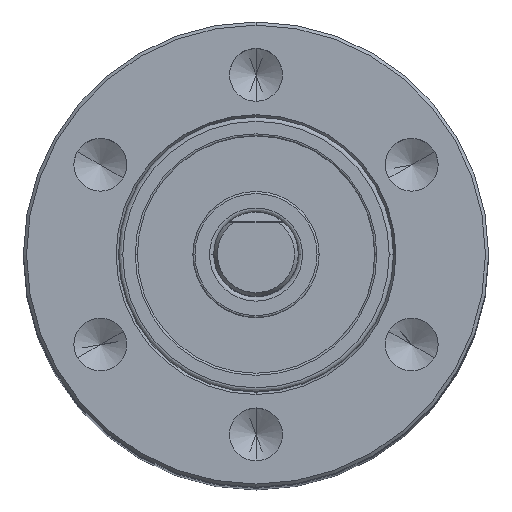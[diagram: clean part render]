
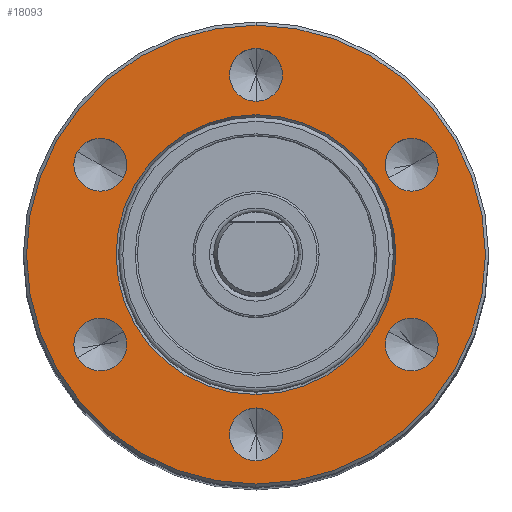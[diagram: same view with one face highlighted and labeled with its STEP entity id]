
A CAD part, top view. The second image highlights one B-rep face of the part: STEP entity #18093.
In plain terms, the highlighted planar face has unit normal (0, 0, 1).
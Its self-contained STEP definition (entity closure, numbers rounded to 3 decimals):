
#5068=CARTESIAN_POINT('',(0.,0.,73.4));
#5069=DIRECTION('',(0.,0.,1.));
#5070=DIRECTION('',(0.,1.,0.));
#5071=AXIS2_PLACEMENT_3D('',#5068,#5069,#5070);
#5073=CARTESIAN_POINT('',(0.,0.,73.4));
#5074=DIRECTION('',(0.,0.,1.));
#5075=DIRECTION('',(0.,-1.,0.));
#5076=AXIS2_PLACEMENT_3D('',#5073,#5074,#5075);
#5078=CARTESIAN_POINT('',(0.,0.,73.4));
#5079=DIRECTION('',(0.,0.,1.));
#5080=DIRECTION('',(0.,1.,0.));
#5081=AXIS2_PLACEMENT_3D('',#5078,#5079,#5080);
#5083=CARTESIAN_POINT('',(0.,0.,73.4));
#5084=DIRECTION('',(0.,0.,1.));
#5085=DIRECTION('',(0.,-1.,0.));
#5086=AXIS2_PLACEMENT_3D('',#5083,#5084,#5085);
#5088=CARTESIAN_POINT('',(0.,-8.5,73.4));
#5089=DIRECTION('',(0.,0.,1.));
#5090=DIRECTION('',(0.,1.,0.));
#5091=AXIS2_PLACEMENT_3D('',#5088,#5089,#5090);
#5093=CARTESIAN_POINT('',(0.,-8.5,73.4));
#5094=DIRECTION('',(0.,0.,1.));
#5095=DIRECTION('',(0.,-1.,0.));
#5096=AXIS2_PLACEMENT_3D('',#5093,#5094,#5095);
#5098=CARTESIAN_POINT('',(-7.361,-4.25,73.4));
#5099=DIRECTION('',(0.,0.,1.));
#5100=DIRECTION('',(0.866,0.5,0.));
#5101=AXIS2_PLACEMENT_3D('',#5098,#5099,#5100);
#5103=CARTESIAN_POINT('',(-7.361,-4.25,73.4));
#5104=DIRECTION('',(0.,0.,1.));
#5105=DIRECTION('',(-0.866,-0.5,0.));
#5106=AXIS2_PLACEMENT_3D('',#5103,#5104,#5105);
#5108=CARTESIAN_POINT('',(-7.361,4.25,73.4));
#5109=DIRECTION('',(0.,0.,1.));
#5110=DIRECTION('',(0.866,-0.5,0.));
#5111=AXIS2_PLACEMENT_3D('',#5108,#5109,#5110);
#5113=CARTESIAN_POINT('',(-7.361,4.25,73.4));
#5114=DIRECTION('',(0.,0.,1.));
#5115=DIRECTION('',(-0.866,0.5,0.));
#5116=AXIS2_PLACEMENT_3D('',#5113,#5114,#5115);
#5118=CARTESIAN_POINT('',(0.,8.5,73.4));
#5119=DIRECTION('',(0.,0.,1.));
#5120=DIRECTION('',(0.,-1.,0.));
#5121=AXIS2_PLACEMENT_3D('',#5118,#5119,#5120);
#5123=CARTESIAN_POINT('',(0.,8.5,73.4));
#5124=DIRECTION('',(0.,0.,1.));
#5125=DIRECTION('',(0.,1.,0.));
#5126=AXIS2_PLACEMENT_3D('',#5123,#5124,#5125);
#5128=CARTESIAN_POINT('',(7.361,4.25,73.4));
#5129=DIRECTION('',(0.,0.,1.));
#5130=DIRECTION('',(-0.866,-0.5,0.));
#5131=AXIS2_PLACEMENT_3D('',#5128,#5129,#5130);
#5133=CARTESIAN_POINT('',(7.361,4.25,73.4));
#5134=DIRECTION('',(0.,0.,1.));
#5135=DIRECTION('',(0.866,0.5,0.));
#5136=AXIS2_PLACEMENT_3D('',#5133,#5134,#5135);
#5138=CARTESIAN_POINT('',(7.361,-4.25,73.4));
#5139=DIRECTION('',(0.,0.,1.));
#5140=DIRECTION('',(-0.866,0.5,0.));
#5141=AXIS2_PLACEMENT_3D('',#5138,#5139,#5140);
#5143=CARTESIAN_POINT('',(7.361,-4.25,73.4));
#5144=DIRECTION('',(0.,0.,1.));
#5145=DIRECTION('',(0.866,-0.5,0.));
#5146=AXIS2_PLACEMENT_3D('',#5143,#5144,#5145);
#10864=CARTESIAN_POINT('',(0.,6.615,73.4));
#10865=CARTESIAN_POINT('',(0.,-6.615,73.4));
#10866=VERTEX_POINT('',#10864);
#10867=VERTEX_POINT('',#10865);
#10882=CARTESIAN_POINT('',(0.,-7.25,73.4));
#10883=CARTESIAN_POINT('',(0.,-9.75,73.4));
#10884=VERTEX_POINT('',#10882);
#10885=VERTEX_POINT('',#10883);
#10892=CARTESIAN_POINT('',(-6.279,-3.625,73.4));
#10893=CARTESIAN_POINT('',(-8.444,-4.875,73.4));
#10894=VERTEX_POINT('',#10892);
#10895=VERTEX_POINT('',#10893);
#10902=CARTESIAN_POINT('',(-6.279,3.625,73.4));
#10903=CARTESIAN_POINT('',(-8.444,4.875,73.4));
#10904=VERTEX_POINT('',#10902);
#10905=VERTEX_POINT('',#10903);
#10912=CARTESIAN_POINT('',(0.,7.25,73.4));
#10913=CARTESIAN_POINT('',(0.,9.75,73.4));
#10914=VERTEX_POINT('',#10912);
#10915=VERTEX_POINT('',#10913);
#10922=CARTESIAN_POINT('',(6.279,3.625,73.4));
#10923=CARTESIAN_POINT('',(8.444,4.875,73.4));
#10924=VERTEX_POINT('',#10922);
#10925=VERTEX_POINT('',#10923);
#10932=CARTESIAN_POINT('',(6.279,-3.625,73.4));
#10933=CARTESIAN_POINT('',(8.444,-4.875,73.4));
#10934=VERTEX_POINT('',#10932);
#10935=VERTEX_POINT('',#10933);
#10936=CARTESIAN_POINT('',(0.,10.85,73.4));
#10937=CARTESIAN_POINT('',(0.,-10.85,73.4));
#10938=VERTEX_POINT('',#10936);
#10939=VERTEX_POINT('',#10937);
#18041=CARTESIAN_POINT('',(0.,0.,73.4));
#18042=DIRECTION('',(0.,0.,-1.));
#18043=DIRECTION('',(0.,-1.,0.));
#18044=AXIS2_PLACEMENT_3D('',#18041,#18042,#18043);
#18045=PLANE('',#18044);
#18046=ORIENTED_EDGE('',*,*,#18031,.F.);
#18048=ORIENTED_EDGE('',*,*,#18047,.F.);
#18049=EDGE_LOOP('',(#18046,#18048));
#18050=FACE_OUTER_BOUND('',#18049,.F.);
#18052=ORIENTED_EDGE('',*,*,#18051,.T.);
#18054=ORIENTED_EDGE('',*,*,#18053,.T.);
#18055=EDGE_LOOP('',(#18052,#18054));
#18056=FACE_BOUND('',#18055,.F.);
#18058=ORIENTED_EDGE('',*,*,#18057,.T.);
#18060=ORIENTED_EDGE('',*,*,#18059,.T.);
#18061=EDGE_LOOP('',(#18058,#18060));
#18062=FACE_BOUND('',#18061,.F.);
#18064=ORIENTED_EDGE('',*,*,#18063,.T.);
#18066=ORIENTED_EDGE('',*,*,#18065,.T.);
#18067=EDGE_LOOP('',(#18064,#18066));
#18068=FACE_BOUND('',#18067,.F.);
#18070=ORIENTED_EDGE('',*,*,#18069,.T.);
#18072=ORIENTED_EDGE('',*,*,#18071,.T.);
#18073=EDGE_LOOP('',(#18070,#18072));
#18074=FACE_BOUND('',#18073,.F.);
#18076=ORIENTED_EDGE('',*,*,#18075,.T.);
#18078=ORIENTED_EDGE('',*,*,#18077,.T.);
#18079=EDGE_LOOP('',(#18076,#18078));
#18080=FACE_BOUND('',#18079,.F.);
#18082=ORIENTED_EDGE('',*,*,#18081,.T.);
#18084=ORIENTED_EDGE('',*,*,#18083,.T.);
#18085=EDGE_LOOP('',(#18082,#18084));
#18086=FACE_BOUND('',#18085,.F.);
#18088=ORIENTED_EDGE('',*,*,#18087,.T.);
#18090=ORIENTED_EDGE('',*,*,#18089,.T.);
#18091=EDGE_LOOP('',(#18088,#18090));
#18092=FACE_BOUND('',#18091,.F.);
#18093=ADVANCED_FACE('',(#18050,#18056,#18062,#18068,#18074,#18080,#18086,
#18092),#18045,.F.);
#5072=CIRCLE('',#5071,10.85);
#5077=CIRCLE('',#5076,10.85);
#5082=CIRCLE('',#5081,6.615);
#5087=CIRCLE('',#5086,6.615);
#5092=CIRCLE('',#5091,1.25);
#5097=CIRCLE('',#5096,1.25);
#5102=CIRCLE('',#5101,1.25);
#5107=CIRCLE('',#5106,1.25);
#5112=CIRCLE('',#5111,1.25);
#5117=CIRCLE('',#5116,1.25);
#5122=CIRCLE('',#5121,1.25);
#5127=CIRCLE('',#5126,1.25);
#5132=CIRCLE('',#5131,1.25);
#5137=CIRCLE('',#5136,1.25);
#5142=CIRCLE('',#5141,1.25);
#5147=CIRCLE('',#5146,1.25);
#18031=EDGE_CURVE('',#10938,#10939,#5072,.T.);
#18047=EDGE_CURVE('',#10939,#10938,#5077,.T.);
#18051=EDGE_CURVE('',#10866,#10867,#5082,.T.);
#18053=EDGE_CURVE('',#10867,#10866,#5087,.T.);
#18057=EDGE_CURVE('',#10884,#10885,#5092,.T.);
#18059=EDGE_CURVE('',#10885,#10884,#5097,.T.);
#18063=EDGE_CURVE('',#10894,#10895,#5102,.T.);
#18065=EDGE_CURVE('',#10895,#10894,#5107,.T.);
#18069=EDGE_CURVE('',#10904,#10905,#5112,.T.);
#18071=EDGE_CURVE('',#10905,#10904,#5117,.T.);
#18075=EDGE_CURVE('',#10914,#10915,#5122,.T.);
#18077=EDGE_CURVE('',#10915,#10914,#5127,.T.);
#18081=EDGE_CURVE('',#10924,#10925,#5132,.T.);
#18083=EDGE_CURVE('',#10925,#10924,#5137,.T.);
#18087=EDGE_CURVE('',#10934,#10935,#5142,.T.);
#18089=EDGE_CURVE('',#10935,#10934,#5147,.T.);
